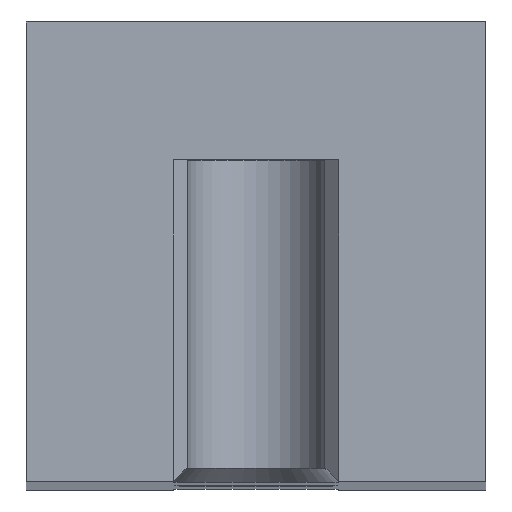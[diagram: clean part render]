
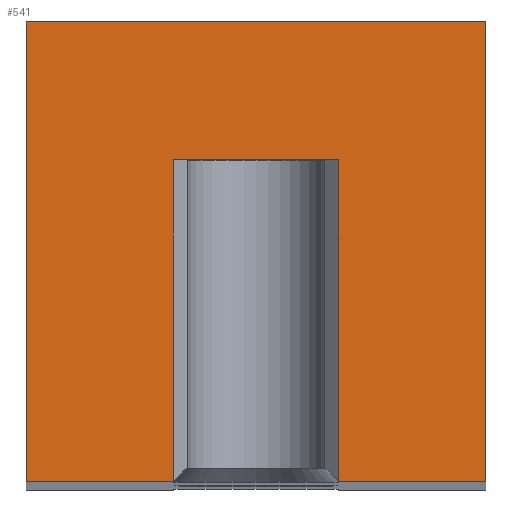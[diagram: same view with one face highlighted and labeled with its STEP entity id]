
A CAD part, top view. The second image highlights one B-rep face of the part: STEP entity #541.
In plain terms, the highlighted planar face has unit normal (0, 0, 1).
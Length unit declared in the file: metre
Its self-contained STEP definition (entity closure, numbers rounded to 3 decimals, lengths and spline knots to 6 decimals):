
#52=ORIENTED_EDGE('',*,*,#208,.T.);
#53=ORIENTED_EDGE('',*,*,#209,.T.);
#54=ORIENTED_EDGE('',*,*,#192,.T.);
#55=ORIENTED_EDGE('',*,*,#210,.F.);
#56=ORIENTED_EDGE('',*,*,#211,.F.);
#57=ORIENTED_EDGE('',*,*,#212,.T.);
#58=ORIENTED_EDGE('',*,*,#196,.T.);
#59=ORIENTED_EDGE('',*,*,#213,.T.);
#192=EDGE_CURVE('',#270,#271,#316,.T.);
#196=EDGE_CURVE('',#275,#274,#319,.T.);
#208=EDGE_CURVE('',#286,#287,#328,.T.);
#209=EDGE_CURVE('',#287,#270,#329,.T.);
#210=EDGE_CURVE('',#288,#271,#330,.T.);
#211=EDGE_CURVE('',#289,#288,#331,.T.);
#212=EDGE_CURVE('',#289,#275,#332,.T.);
#213=EDGE_CURVE('',#274,#286,#333,.T.);
#270=VERTEX_POINT('',#799);
#271=VERTEX_POINT('',#800);
#274=VERTEX_POINT('',#806);
#275=VERTEX_POINT('',#808);
#286=VERTEX_POINT('',#833);
#287=VERTEX_POINT('',#834);
#288=VERTEX_POINT('',#837);
#289=VERTEX_POINT('',#839);
#316=LINE('',#798,#382);
#319=LINE('',#807,#385);
#328=LINE('',#832,#394);
#329=LINE('',#835,#395);
#330=LINE('',#836,#396);
#331=LINE('',#838,#397);
#332=LINE('',#840,#398);
#333=LINE('',#841,#399);
#382=VECTOR('',#640,1.);
#385=VECTOR('',#645,1.);
#394=VECTOR('',#664,1.);
#395=VECTOR('',#665,1.);
#396=VECTOR('',#666,1.);
#397=VECTOR('',#667,1.);
#398=VECTOR('',#668,1.);
#399=VECTOR('',#669,1.);
#449=EDGE_LOOP('',(#52,#53,#54,#55,#56,#57,#58,#59));
#483=FACE_BOUND('',#449,.T.);
#515=PLANE('',#593);
#541=ADVANCED_FACE('',(#483),#515,.T.);
#593=AXIS2_PLACEMENT_3D('',#831,#662,#663);
#640=DIRECTION('',(1.,0.,0.));
#645=DIRECTION('',(1.,0.,0.));
#662=DIRECTION('',(0.,0.,1.));
#663=DIRECTION('',(1.,0.,0.));
#664=DIRECTION('',(1.,0.,0.));
#665=DIRECTION('',(0.,-1.,0.));
#666=DIRECTION('',(0.,-1.,0.));
#667=DIRECTION('',(1.,0.,0.));
#668=DIRECTION('',(0.,-1.,0.));
#669=DIRECTION('',(0.,1.,0.));
#798=CARTESIAN_POINT('',(0.,-0.005,0.106));
#799=CARTESIAN_POINT('',(0.0018,-0.005,0.106));
#800=CARTESIAN_POINT('',(0.005,-0.005,0.106));
#806=CARTESIAN_POINT('',(-0.0018,-0.005,0.106));
#807=CARTESIAN_POINT('',(0.,-0.005,0.106));
#808=CARTESIAN_POINT('',(-0.005,-0.005,0.106));
#831=CARTESIAN_POINT('',(0.,0.,0.106));
#832=CARTESIAN_POINT('',(0.,0.002,0.106));
#833=CARTESIAN_POINT('',(-0.0018,0.002,0.106));
#834=CARTESIAN_POINT('',(0.0018,0.002,0.106));
#835=CARTESIAN_POINT('',(0.0018,0.,0.106));
#836=CARTESIAN_POINT('',(0.005,0.,0.106));
#837=CARTESIAN_POINT('',(0.005,0.005,0.106));
#838=CARTESIAN_POINT('',(0.,0.005,0.106));
#839=CARTESIAN_POINT('',(-0.005,0.005,0.106));
#840=CARTESIAN_POINT('',(-0.005,0.,0.106));
#841=CARTESIAN_POINT('',(-0.0018,0.002,0.106));
